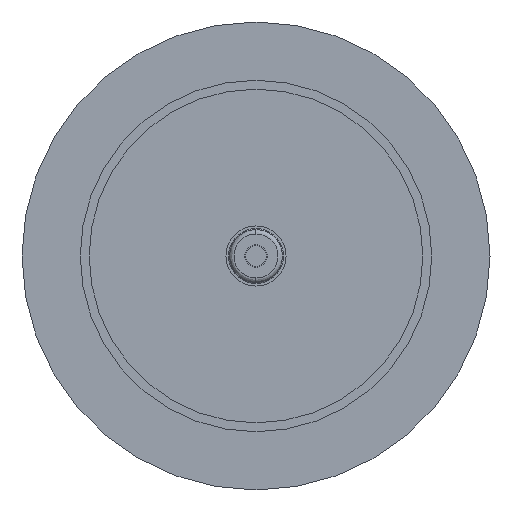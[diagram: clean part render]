
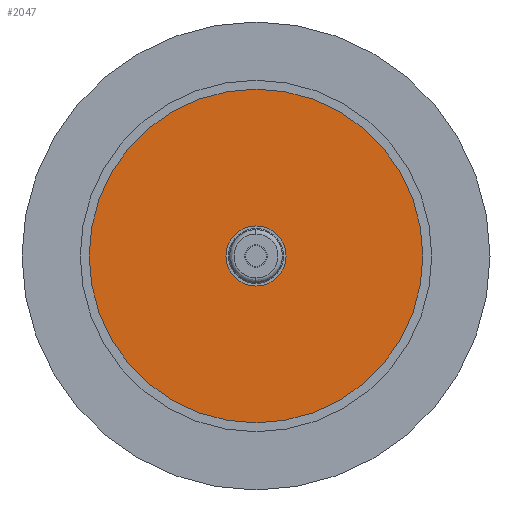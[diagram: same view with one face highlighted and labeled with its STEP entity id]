
A CAD part, front view. The second image highlights one B-rep face of the part: STEP entity #2047.
In plain terms, the highlighted planar face has unit normal (0, -1, 0).
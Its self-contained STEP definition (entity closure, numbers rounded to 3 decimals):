
#127 = CARTESIAN_POINT ( 'NONE',  ( 0., -22.167, 3.518 ) ) ;
#132 = FACE_OUTER_BOUND ( 'NONE', #1508, .T. ) ;
#147 = CARTESIAN_POINT ( 'NONE',  ( -19.558, -22.167, 0. ) ) ;
#155 = EDGE_CURVE ( 'NONE', #1423, #371, #1877, .T. ) ;
#190 = EDGE_CURVE ( 'NONE', #371, #1423, #1384, .T. ) ;
#253 = CARTESIAN_POINT ( 'NONE',  ( 0., -22.167, 19.558 ) ) ;
#286 = CARTESIAN_POINT ( 'NONE',  ( 0., -22.167, -3.518 ) ) ;
#329 = DIRECTION ( 'NONE',  ( 0., -1., 0. ) ) ;
#362 = VERTEX_POINT ( 'NONE', #286 ) ;
#371 = VERTEX_POINT ( 'NONE', #253 ) ;
#385 = AXIS2_PLACEMENT_3D ( 'NONE', #147, #329, #1513 ) ;
#408 = AXIS2_PLACEMENT_3D ( 'NONE', #1312, #1304, #1294 ) ;
#618 = CARTESIAN_POINT ( 'NONE',  ( 0., -22.167, -19.558 ) ) ;
#691 = CARTESIAN_POINT ( 'NONE',  ( 0., -22.167, 0. ) ) ;
#739 = VERTEX_POINT ( 'NONE', #127 ) ;
#775 = CIRCLE ( 'NONE', #1056, 3.518 ) ;
#777 = ORIENTED_EDGE ( 'NONE', *, *, #857, .T. ) ;
#857 = EDGE_CURVE ( 'NONE', #739, #362, #1740, .T. ) ;
#866 = DIRECTION ( 'NONE',  ( 0., 0., 1. ) ) ;
#917 = CARTESIAN_POINT ( 'NONE',  ( 0., -22.167, 0. ) ) ;
#938 = ORIENTED_EDGE ( 'NONE', *, *, #190, .F. ) ;
#1002 = FACE_BOUND ( 'NONE', #1520, .T. ) ;
#1005 = DIRECTION ( 'NONE',  ( 0., 0., 1. ) ) ;
#1012 = DIRECTION ( 'NONE',  ( 0., 1., 0. ) ) ;
#1020 = CARTESIAN_POINT ( 'NONE',  ( 0., -22.167, 0. ) ) ;
#1056 = AXIS2_PLACEMENT_3D ( 'NONE', #917, #2065, #1082 ) ;
#1082 = DIRECTION ( 'NONE',  ( 0., 0., 1. ) ) ;
#1103 = AXIS2_PLACEMENT_3D ( 'NONE', #1020, #1012, #1005 ) ;
#1293 = EDGE_CURVE ( 'NONE', #362, #739, #775, .T. ) ;
#1294 = DIRECTION ( 'NONE',  ( 0., 0., 1. ) ) ;
#1304 = DIRECTION ( 'NONE',  ( 0., 1., 0. ) ) ;
#1312 = CARTESIAN_POINT ( 'NONE',  ( 0., -22.167, 0. ) ) ;
#1384 = CIRCLE ( 'NONE', #1103, 19.558 ) ;
#1423 = VERTEX_POINT ( 'NONE', #618 ) ;
#1508 = EDGE_LOOP ( 'NONE', ( #938, #1599 ) ) ;
#1513 = DIRECTION ( 'NONE',  ( 0., 0., -1. ) ) ;
#1520 = EDGE_LOOP ( 'NONE', ( #777, #1896 ) ) ;
#1599 = ORIENTED_EDGE ( 'NONE', *, *, #155, .F. ) ;
#1740 = CIRCLE ( 'NONE', #2129, 3.518 ) ;
#1842 = PLANE ( 'NONE',  #385 ) ;
#1862 = DIRECTION ( 'NONE',  ( 0., 1., 0. ) ) ;
#1877 = CIRCLE ( 'NONE', #408, 19.558 ) ;
#1896 = ORIENTED_EDGE ( 'NONE', *, *, #1293, .T. ) ;
#2047 = ADVANCED_FACE ( 'NONE', ( #132, #1002 ), #1842, .T. ) ;
#2065 = DIRECTION ( 'NONE',  ( 0., 1., 0. ) ) ;
#2129 = AXIS2_PLACEMENT_3D ( 'NONE', #691, #1862, #866 ) ;
